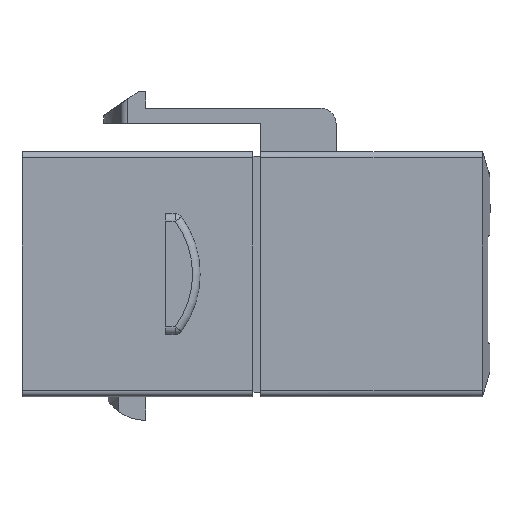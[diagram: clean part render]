
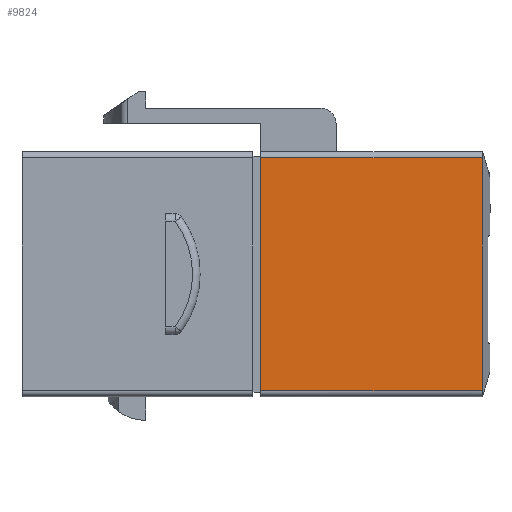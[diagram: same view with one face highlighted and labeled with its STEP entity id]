
A CAD part, left-side view. The second image highlights one B-rep face of the part: STEP entity #9824.
In plain terms, the highlighted planar face has unit normal (-1, 0, 0).
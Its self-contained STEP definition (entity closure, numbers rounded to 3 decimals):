
#57 = CARTESIAN_POINT ( 'NONE',  ( -7.35, -0.3, -7.715 ) ) ;
#201 = CARTESIAN_POINT ( 'NONE',  ( -7.35, -0.3, 7.715 ) ) ;
#238 = CARTESIAN_POINT ( 'NONE',  ( -7.35, -15., -7.715 ) ) ;
#379 = CARTESIAN_POINT ( 'NONE',  ( -7.35, -15., 7.715 ) ) ;
#2958 = CARTESIAN_POINT ( 'NONE',  ( -7.35, 15.5, 7.715 ) ) ;
#2995 = DIRECTION ( 'NONE',  ( 0., -1., 0. ) ) ;
#3032 = CARTESIAN_POINT ( 'NONE',  ( -7.35, -0.3, -8.115 ) ) ;
#3125 = CARTESIAN_POINT ( 'NONE',  ( -7.35, -15., -8.115 ) ) ;
#3356 = DIRECTION ( 'NONE',  ( 0., 1., 0. ) ) ;
#3371 = DIRECTION ( 'NONE',  ( 0., 0., 1. ) ) ;
#3395 = DIRECTION ( 'NONE',  ( 0., 0., 1. ) ) ;
#3397 = CARTESIAN_POINT ( 'NONE',  ( -7.35, 15.5, -7.715 ) ) ;
#4772 = FACE_OUTER_BOUND ( 'NONE', #6170, .T. ) ;
#5162 = EDGE_CURVE ( 'NONE', #9383, #9261, #7968, .T. ) ;
#5163 = EDGE_CURVE ( 'NONE', #9383, #9256, #7970, .T. ) ;
#5164 = EDGE_CURVE ( 'NONE', #9256, #9242, #7962, .T. ) ;
#5165 = EDGE_CURVE ( 'NONE', #9242, #9261, #7974, .T. ) ;
#5921 = DIRECTION ( 'NONE',  ( 0., 0., -1. ) ) ;
#5922 = DIRECTION ( 'NONE',  ( 1., 0., 0. ) ) ;
#5939 = PLANE ( 'NONE',  #8459 ) ;
#5940 = CARTESIAN_POINT ( 'NONE',  ( -7.35, 15.5, -8.115 ) ) ;
#6170 = EDGE_LOOP ( 'NONE', ( #10577, #10374, #10287, #10290 ) ) ;
#7962 = LINE ( 'NONE', #3125, #7975 ) ;
#7968 = LINE ( 'NONE', #3032, #7971 ) ;
#7970 = LINE ( 'NONE', #3397, #7973 ) ;
#7971 = VECTOR ( 'NONE', #3395, 1000. ) ;
#7973 = VECTOR ( 'NONE', #2995, 1000. ) ;
#7974 = LINE ( 'NONE', #2958, #7977 ) ;
#7975 = VECTOR ( 'NONE', #3371, 1000. ) ;
#7977 = VECTOR ( 'NONE', #3356, 1000. ) ;
#8459 = AXIS2_PLACEMENT_3D ( 'NONE', #5940, #5922, #5921 ) ;
#9242 = VERTEX_POINT ( 'NONE', #379 ) ;
#9256 = VERTEX_POINT ( 'NONE', #238 ) ;
#9261 = VERTEX_POINT ( 'NONE', #201 ) ;
#9383 = VERTEX_POINT ( 'NONE', #57 ) ;
#9824 = ADVANCED_FACE ( 'NONE', ( #4772 ), #5939, .F. ) ;
#10287 = ORIENTED_EDGE ( 'NONE', *, *, #5164, .T. ) ;
#10290 = ORIENTED_EDGE ( 'NONE', *, *, #5165, .T. ) ;
#10374 = ORIENTED_EDGE ( 'NONE', *, *, #5163, .T. ) ;
#10577 = ORIENTED_EDGE ( 'NONE', *, *, #5162, .F. ) ;
